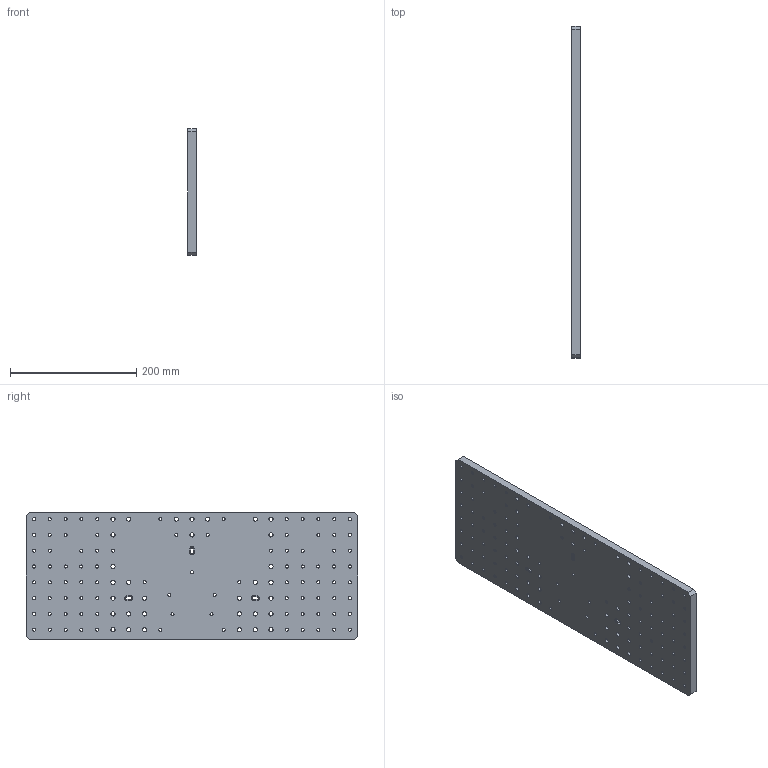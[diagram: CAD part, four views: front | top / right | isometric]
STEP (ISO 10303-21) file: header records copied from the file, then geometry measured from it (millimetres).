
FILE_DESCRIPTION(/* description */ (''),/* implementation_level */ '2;1');
FILE_NAME(/* name */ 'FAB-OX0012-Plate2.stp',/* time_stamp */ '2020-02-10T12:00:37+00:00',/* author */ ('whgu0532'),/* organization */ (''),/* preprocessor_version */ 'ST-DEVELOPER v18',/* originating_system */ 'Autodesk Inventor 2020',/* authorisation */ '');
FILE_SCHEMA (('AUTOMOTIVE_DESIGN { 1 0 10303 214 3 1 1 }'));
Length unit declared in the file: millimetre
Products named in the file (1): FAB-OX0012-Plate2
Bounding box: 12.7 x 525 x 200 mm (x, y, z)
Volume: 1289533.5 mm3; surface area: 251812.2 mm2
Topology: 1 solids, 1 shells, 355 faces, 1189 edges, 846 vertices
Faces by surface type: cylinder 172, cone 151, plane 32
Full cylindrical faces by diameter (mm): 3 x12, 4 x18, 4.917 x91, 6.6 x32, 11 x7
Entity records: 14418 total; most frequent: DIRECTION 2647, CARTESIAN_POINT 2361, ORIENTED_EDGE 2318, EDGE_CURVE 1159, AXIS2_PLACEMENT_3D 1132, VERTEX_POINT 846, CIRCLE 776, EDGE_LOOP 647
